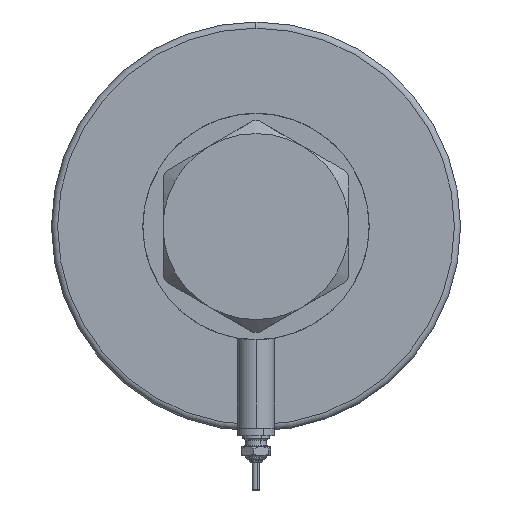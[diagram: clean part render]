
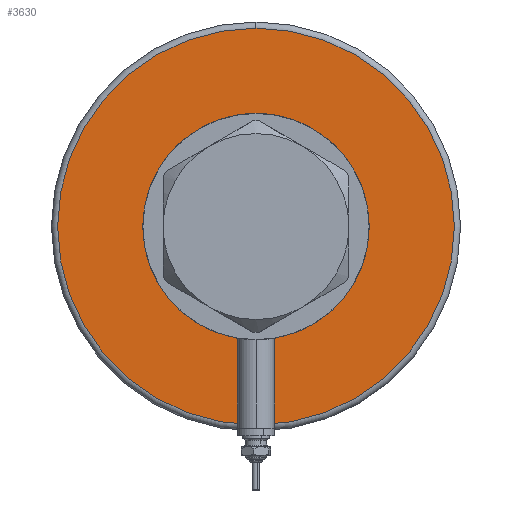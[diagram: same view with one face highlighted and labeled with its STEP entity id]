
A CAD part, left-side view. The second image highlights one B-rep face of the part: STEP entity #3630.
In plain terms, the highlighted face is planar.
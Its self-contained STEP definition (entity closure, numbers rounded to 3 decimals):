
#60 = EDGE_CURVE ( 'NONE', #3658, #551, #1237, .T. ) ;
#66 = CIRCLE ( 'NONE', #5477, 30. ) ;
#398 = DIRECTION ( 'NONE',  ( 0., 0., -1. ) ) ;
#551 = VERTEX_POINT ( 'NONE', #2735 ) ;
#622 = ORIENTED_EDGE ( 'NONE', *, *, #3741, .T. ) ;
#877 = ORIENTED_EDGE ( 'NONE', *, *, #4887, .T. ) ;
#959 = DIRECTION ( 'NONE',  ( 1., 0., 0. ) ) ;
#1237 = CIRCLE ( 'NONE', #1651, 64. ) ;
#1342 = FACE_BOUND ( 'NONE', #5514, .T. ) ;
#1523 = EDGE_LOOP ( 'NONE', ( #622, #5293 ) ) ;
#1644 = CARTESIAN_POINT ( 'NONE',  ( 0., 0., 0. ) ) ;
#1651 = AXIS2_PLACEMENT_3D ( 'NONE', #6227, #398, #2254 ) ;
#1774 = CARTESIAN_POINT ( 'NONE',  ( 0., 0., 0. ) ) ;
#1904 = CARTESIAN_POINT ( 'NONE',  ( 0., 0., 0. ) ) ;
#1957 = CARTESIAN_POINT ( 'NONE',  ( 30., 0., 0. ) ) ;
#2006 = DIRECTION ( 'NONE',  ( 0., 0., -1. ) ) ;
#2225 = DIRECTION ( 'NONE',  ( 1., 0., 0. ) ) ;
#2254 = DIRECTION ( 'NONE',  ( 1., 0., 0. ) ) ;
#2397 = VERTEX_POINT ( 'NONE', #1957 ) ;
#2572 = DIRECTION ( 'NONE',  ( 0., 0., 1. ) ) ;
#2735 = CARTESIAN_POINT ( 'NONE',  ( 64., 0., 0. ) ) ;
#2791 = DIRECTION ( 'NONE',  ( 0., 0., 1. ) ) ;
#3247 = FACE_OUTER_BOUND ( 'NONE', #1523, .T. ) ;
#3274 = CARTESIAN_POINT ( 'NONE',  ( -30., 0., 0. ) ) ;
#3278 = ORIENTED_EDGE ( 'NONE', *, *, #3730, .T. ) ;
#3630 = ADVANCED_FACE ( 'NONE', ( #3247, #1342 ), #5257, .F. ) ;
#3635 = VERTEX_POINT ( 'NONE', #3274 ) ;
#3658 = VERTEX_POINT ( 'NONE', #6223 ) ;
#3717 = CIRCLE ( 'NONE', #5981, 30. ) ;
#3730 = EDGE_CURVE ( 'NONE', #3635, #2397, #3717, .T. ) ;
#3741 = EDGE_CURVE ( 'NONE', #551, #3658, #4736, .T. ) ;
#3923 = DIRECTION ( 'NONE',  ( 0., 0., 1. ) ) ;
#4736 = CIRCLE ( 'NONE', #5561, 64. ) ;
#4887 = EDGE_CURVE ( 'NONE', #2397, #3635, #66, .T. ) ;
#4975 = DIRECTION ( 'NONE',  ( 1., 0., 0. ) ) ;
#5257 = PLANE ( 'NONE',  #5762 ) ;
#5293 = ORIENTED_EDGE ( 'NONE', *, *, #60, .T. ) ;
#5477 = AXIS2_PLACEMENT_3D ( 'NONE', #1644, #2572, #4975 ) ;
#5514 = EDGE_LOOP ( 'NONE', ( #877, #3278 ) ) ;
#5561 = AXIS2_PLACEMENT_3D ( 'NONE', #1904, #2006, #959 ) ;
#5762 = AXIS2_PLACEMENT_3D ( 'NONE', #1774, #2791, #2225 ) ;
#5814 = CARTESIAN_POINT ( 'NONE',  ( 0., 0., 0. ) ) ;
#5981 = AXIS2_PLACEMENT_3D ( 'NONE', #5814, #3923, #6288 ) ;
#6223 = CARTESIAN_POINT ( 'NONE',  ( -64., 0., 0. ) ) ;
#6227 = CARTESIAN_POINT ( 'NONE',  ( 0., 0., 0. ) ) ;
#6288 = DIRECTION ( 'NONE',  ( 1., 0., 0. ) ) ;
